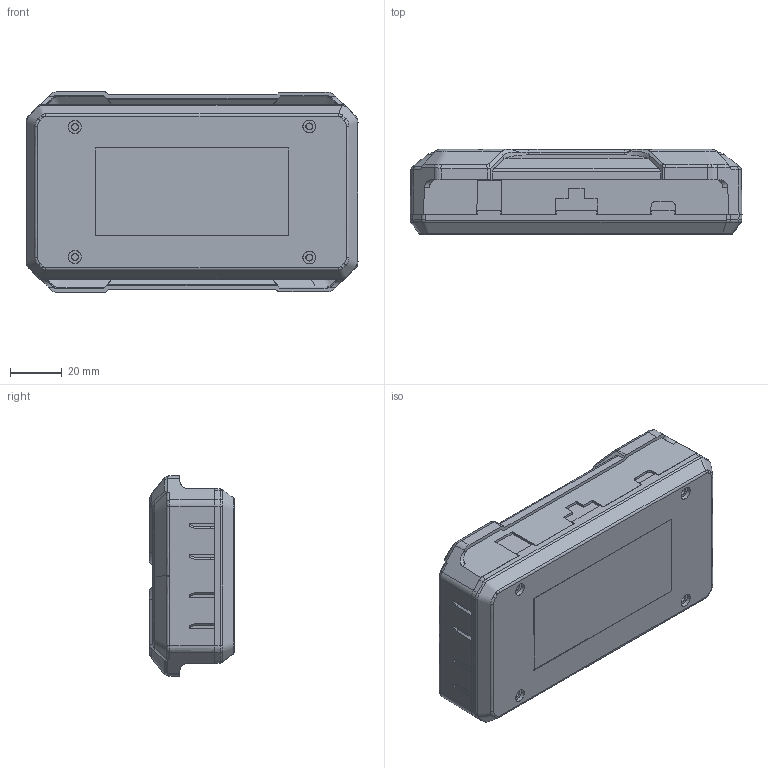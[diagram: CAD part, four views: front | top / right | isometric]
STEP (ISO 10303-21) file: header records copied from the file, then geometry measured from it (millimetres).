
FILE_DESCRIPTION (( 'STEP AP214' ), '1' );
FILE_NAME ('KCM-dummy.STEP', '2024-09-26T13:55:00', ( '' ), ( '' ), 'SwSTEP 2.0', 'SolidWorks 2022', '' );
FILE_SCHEMA (( 'AUTOMOTIVE_DESIGN' ));
Length unit declared in the file: millimetre
Products named in the file (1): KCM-dummy
Bounding box: 128.74 x 33 x 77.96 mm (x, y, z)
Volume: 228900.1 mm3; surface area: 53315.5 mm2
Topology: 1 solids, 3 shells, 484 faces, 1488 edges, 996 vertices
Faces by surface type: plane 274, bspline 133, cone 53, cylinder 24
Entity records: 32138 total; most frequent: CARTESIAN_POINT 20109, ORIENTED_EDGE 2976, DIRECTION 1825, EDGE_CURVE 1488, VERTEX_POINT 996, LINE 845, VECTOR 845, EDGE_LOOP 510
